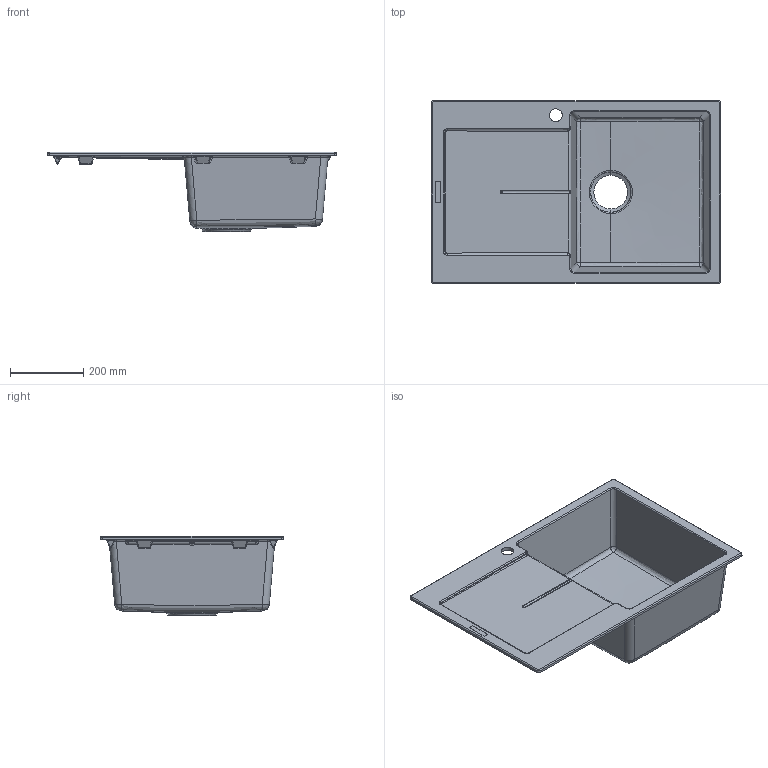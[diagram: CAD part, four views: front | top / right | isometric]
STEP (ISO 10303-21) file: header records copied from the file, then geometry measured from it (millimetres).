
FILE_DESCRIPTION(/* description */ (''),/* implementation_level */ '2;1');
FILE_NAME(/* name */ 'STEP - RAE D100S RH_2403131',/* time_stamp */ '2024-03-26T09:27:39+11:00',/* author */ (''),/* organization */ (''),/* preprocessor_version */ 'ST-DEVELOPER v16.5',/* originating_system */ 'Rhino 7.23',/* authorisation */ '');
FILE_SCHEMA (('AUTOMOTIVE_DESIGN'));
Length unit declared in the file: millimetre
Products named in the file (1): Document
Bounding box: 790 x 500 x 217.54 mm (x, y, z)
Volume: 5653081.9 mm3; surface area: 1345460.3 mm2
Topology: 1 solids, 1 shells, 334 faces, 812 edges, 484 vertices
Faces by surface type: bspline 146, cylinder 137, plane 51
Entity records: 15454 total; most frequent: CARTESIAN_POINT 10545, ORIENTED_EDGE 1620, EDGE_CURVE 810, VERTEX_POINT 484, B_SPLINE_CURVE_WITH_KNOTS 371, EDGE_LOOP 344, ADVANCED_FACE 334, FACE_OUTER_BOUND 334
